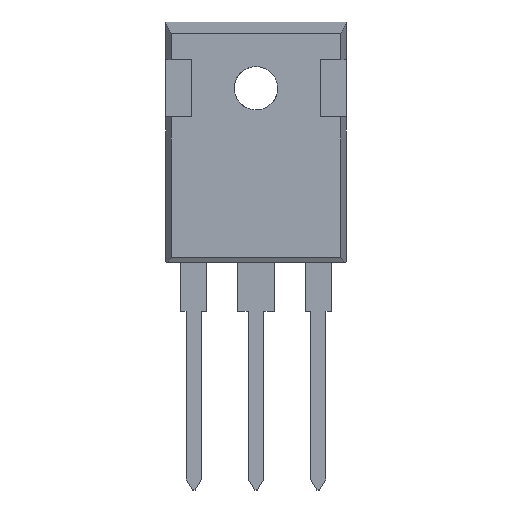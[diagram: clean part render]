
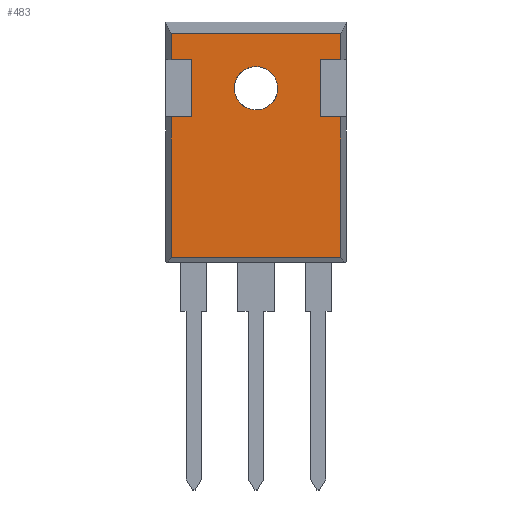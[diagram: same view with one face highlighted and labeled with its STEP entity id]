
A CAD part, top view. The second image highlights one B-rep face of the part: STEP entity #483.
In plain terms, the highlighted free-form (B-spline) face has degree [1, 1] with [2, 2] control points.
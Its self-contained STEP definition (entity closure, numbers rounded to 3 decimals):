
#21 = CARTESIAN_POINT ( 'NONE',  ( -7.4, 17.7, 5. ) ) ;
#26 = VERTEX_POINT ( 'NONE', #244 ) ;
#58 = CARTESIAN_POINT ( 'NONE',  ( -5.65, 12.7, 5. ) ) ;
#96 = ORIENTED_EDGE ( 'NONE', *, *, #652, .F. ) ;
#114 = EDGE_CURVE ( 'NONE', #606, #1433, #587, .T. ) ;
#115 = VERTEX_POINT ( 'NONE', #1031 ) ;
#159 = CARTESIAN_POINT ( 'NONE',  ( 1.9, 15.2, 5. ) ) ;
#169 = EDGE_CURVE ( 'NONE', #1178, #214, #1017, .T. ) ;
#189 = CARTESIAN_POINT ( 'NONE',  ( 1.9, 17.1, 5. ) ) ;
#192 = CARTESIAN_POINT ( 'NONE',  ( -5.65, 12.7, 5. ) ) ;
#198 = CARTESIAN_POINT ( 'NONE',  ( -7.4, 20., 5. ) ) ;
#203 = CARTESIAN_POINT ( 'NONE',  ( -7.4, 12.7, 5. ) ) ;
#214 = VERTEX_POINT ( 'NONE', #937 ) ;
#217 = EDGE_CURVE ( 'NONE', #606, #1248, #526, .T. ) ;
#223 = EDGE_CURVE ( 'NONE', #589, #1600, #1694, .T. ) ;
#229 = ORIENTED_EDGE ( 'NONE', *, *, #1564, .T. ) ;
#235 = CARTESIAN_POINT ( 'NONE',  ( 5.65, 17.7, 5. ) ) ;
#244 = CARTESIAN_POINT ( 'NONE',  ( -7.4, 0.383, 5. ) ) ;
#251 = B_SPLINE_CURVE_WITH_KNOTS ( 'NONE', 1,
 ( #1501, #192 ),
 .UNSPECIFIED., .F., .F.,
 ( 2, 2 ),
 ( 0.115, 0.615 ),
 .UNSPECIFIED. ) ;
#287 = EDGE_CURVE ( 'NONE', #26, #1248, #332, .T. ) ;
#332 = B_SPLINE_CURVE_WITH_KNOTS ( 'NONE', 1,
 ( #678, #1182 ),
 .UNSPECIFIED., .F., .F.,
 ( 2, 2 ),
 ( -0.74, 0.74 ),
 .UNSPECIFIED. ) ;
#340 = CARTESIAN_POINT ( 'NONE',  ( 7.41, 20.01, 5. ) ) ;
#350 = CARTESIAN_POINT ( 'NONE',  ( 5.65, 17.7, 5. ) ) ;
#371 = VERTEX_POINT ( 'NONE', #21 ) ;
#378 = B_SPLINE_SURFACE_WITH_KNOTS ( 'NONE', 1, 1, ( 
 ( #602, #340 ),
 ( #1641, #1655 ) ),
 .UNSPECIFIED., .F., .F., .F.,
 ( 2, 2 ),
 ( 2, 2 ),
 ( -0.001, 1.963 ),
 ( -0.741, 0.741 ),
 .UNSPECIFIED. ) ;
#380 = ORIENTED_EDGE ( 'NONE', *, *, #1222, .T. ) ;
#386 = B_SPLINE_CURVE_WITH_KNOTS ( 'NONE', 1,
 ( #1422, #521 ),
 .UNSPECIFIED., .F., .F.,
 ( 2, 2 ),
 ( 0.77, 1. ),
 .UNSPECIFIED. ) ;
#392 =( BOUNDED_CURVE ( )  B_SPLINE_CURVE ( 2, ( #159, #1330, #681, #1597, #1193 ),
 .UNSPECIFIED., .F., .F. ) 
 B_SPLINE_CURVE_WITH_KNOTS ( ( 3, 2, 3 ),
 ( 0., 1.571, 3.142 ),
 .UNSPECIFIED. ) 
 CURVE ( )  GEOMETRIC_REPRESENTATION_ITEM ( )  RATIONAL_B_SPLINE_CURVE ( ( 1., 0.707, 1., 0.707, 1. ) ) 
 REPRESENTATION_ITEM ( '' )  );
#420 = CARTESIAN_POINT ( 'NONE',  ( 7.4, 12.7, 5. ) ) ;
#436 = CARTESIAN_POINT ( 'NONE',  ( -5.65, 17.7, 5. ) ) ;
#483 = ADVANCED_FACE ( 'NONE', ( #1676, #1008 ), #378, .T. ) ;
#485 = CARTESIAN_POINT ( 'NONE',  ( 7.4, 0.383, 5. ) ) ;
#501 = ORIENTED_EDGE ( 'NONE', *, *, #169, .T. ) ;
#510 = VERTEX_POINT ( 'NONE', #198 ) ;
#514 = CARTESIAN_POINT ( 'NONE',  ( 5.65, 12.7, 5. ) ) ;
#521 = CARTESIAN_POINT ( 'NONE',  ( -7.4, 20., 5. ) ) ;
#522 = EDGE_CURVE ( 'NONE', #26, #1133, #572, .T. ) ;
#526 = B_SPLINE_CURVE_WITH_KNOTS ( 'NONE', 1,
 ( #420, #1611 ),
 .UNSPECIFIED., .F., .F.,
 ( 2, 2 ),
 ( -0.27, 0.962 ),
 .UNSPECIFIED. ) ;
#540 = B_SPLINE_CURVE_WITH_KNOTS ( 'NONE', 1,
 ( #58, #1628 ),
 .UNSPECIFIED., .F., .F.,
 ( 2, 2 ),
 ( 0.282, 0.458 ),
 .UNSPECIFIED. ) ;
#548 = CARTESIAN_POINT ( 'NONE',  ( 0., 17.1, 5. ) ) ;
#553 = CARTESIAN_POINT ( 'NONE',  ( -1.9, 15.2, 5. ) ) ;
#572 = B_SPLINE_CURVE_WITH_KNOTS ( 'NONE', 1,
 ( #1386, #203 ),
 .UNSPECIFIED., .F., .F.,
 ( 2, 2 ),
 ( -0.962, 0.27 ),
 .UNSPECIFIED. ) ;
#577 = ORIENTED_EDGE ( 'NONE', *, *, #287, .T. ) ;
#587 = B_SPLINE_CURVE_WITH_KNOTS ( 'NONE', 1,
 ( #1155, #514 ),
 .UNSPECIFIED., .F., .F.,
 ( 2, 2 ),
 ( -0.345, -0.17 ),
 .UNSPECIFIED. ) ;
#589 = VERTEX_POINT ( 'NONE', #962 ) ;
#602 = CARTESIAN_POINT ( 'NONE',  ( -7.41, 20.01, 5. ) ) ;
#604 = VERTEX_POINT ( 'NONE', #835 ) ;
#605 = ORIENTED_EDGE ( 'NONE', *, *, #114, .T. ) ;
#606 = VERTEX_POINT ( 'NONE', #1245 ) ;
#649 = CARTESIAN_POINT ( 'NONE',  ( 5.65, 12.7, 5. ) ) ;
#652 = EDGE_CURVE ( 'NONE', #371, #510, #386, .T. ) ;
#678 = CARTESIAN_POINT ( 'NONE',  ( -7.4, 0.383, 5. ) ) ;
#681 = CARTESIAN_POINT ( 'NONE',  ( 0., 13.3, 5. ) ) ;
#689 = CARTESIAN_POINT ( 'NONE',  ( -7.4, 12.7, 5. ) ) ;
#699 = CARTESIAN_POINT ( 'NONE',  ( 7.4, 20., 5. ) ) ;
#753 = EDGE_LOOP ( 'NONE', ( #229, #924, #955, #96, #380, #984, #1197, #1227, #577, #1407, #605, #1440 ) ) ;
#786 = B_SPLINE_CURVE_WITH_KNOTS ( 'NONE', 1,
 ( #1211, #436 ),
 .UNSPECIFIED., .F., .F.,
 ( 2, 2 ),
 ( -0.345, -0.17 ),
 .UNSPECIFIED. ) ;
#803 = B_SPLINE_CURVE_WITH_KNOTS ( 'NONE', 1,
 ( #649, #235 ),
 .UNSPECIFIED., .F., .F.,
 ( 2, 2 ),
 ( -0.365, 0.135 ),
 .UNSPECIFIED. ) ;
#811 = CARTESIAN_POINT ( 'NONE',  ( -1.9, 15.2, 5. ) ) ;
#835 = CARTESIAN_POINT ( 'NONE',  ( -5.65, 12.7, 5. ) ) ;
#888 = EDGE_CURVE ( 'NONE', #1643, #604, #251, .T. ) ;
#898 = CARTESIAN_POINT ( 'NONE',  ( 7.4, 17.7, 5. ) ) ;
#924 = ORIENTED_EDGE ( 'NONE', *, *, #223, .F. ) ;
#937 = CARTESIAN_POINT ( 'NONE',  ( 1.9, 15.2, 5. ) ) ;
#955 = ORIENTED_EDGE ( 'NONE', *, *, #1088, .F. ) ;
#962 = CARTESIAN_POINT ( 'NONE',  ( 7.4, 20., 5. ) ) ;
#984 = ORIENTED_EDGE ( 'NONE', *, *, #888, .T. ) ;
#1008 = FACE_OUTER_BOUND ( 'NONE', #753, .T. ) ;
#1017 =( BOUNDED_CURVE ( )  B_SPLINE_CURVE ( 2, ( #811, #1475, #548, #189, #1092 ),
 .UNSPECIFIED., .F., .T. ) 
 B_SPLINE_CURVE_WITH_KNOTS ( ( 3, 2, 3 ),
 ( 3.142, 4.712, 6.283 ),
 .UNSPECIFIED. ) 
 CURVE ( )  GEOMETRIC_REPRESENTATION_ITEM ( )  RATIONAL_B_SPLINE_CURVE ( ( 1., 0.707, 1., 0.707, 1. ) ) 
 REPRESENTATION_ITEM ( '' )  );
#1029 = B_SPLINE_CURVE_WITH_KNOTS ( 'NONE', 1,
 ( #350, #898 ),
 .UNSPECIFIED., .F., .F.,
 ( 2, 2 ),
 ( 0.282, 0.458 ),
 .UNSPECIFIED. ) ;
#1031 = CARTESIAN_POINT ( 'NONE',  ( 5.65, 17.7, 5. ) ) ;
#1063 = EDGE_CURVE ( 'NONE', #1433, #115, #803, .T. ) ;
#1074 = CARTESIAN_POINT ( 'NONE',  ( 7.4, 17.7, 5. ) ) ;
#1086 = CARTESIAN_POINT ( 'NONE',  ( 5.65, 12.7, 5. ) ) ;
#1088 = EDGE_CURVE ( 'NONE', #510, #589, #1492, .T. ) ;
#1092 = CARTESIAN_POINT ( 'NONE',  ( 1.9, 15.2, 5. ) ) ;
#1133 = VERTEX_POINT ( 'NONE', #689 ) ;
#1154 = CARTESIAN_POINT ( 'NONE',  ( 7.4, 20., 5. ) ) ;
#1155 = CARTESIAN_POINT ( 'NONE',  ( 7.4, 12.7, 5. ) ) ;
#1175 = EDGE_CURVE ( 'NONE', #214, #1178, #392, .T. ) ;
#1178 = VERTEX_POINT ( 'NONE', #553 ) ;
#1182 = CARTESIAN_POINT ( 'NONE',  ( 7.4, 0.383, 5. ) ) ;
#1193 = CARTESIAN_POINT ( 'NONE',  ( -1.9, 15.2, 5. ) ) ;
#1197 = ORIENTED_EDGE ( 'NONE', *, *, #1632, .T. ) ;
#1199 = CARTESIAN_POINT ( 'NONE',  ( 7.4, 17.7, 5. ) ) ;
#1211 = CARTESIAN_POINT ( 'NONE',  ( -7.4, 17.7, 5. ) ) ;
#1222 = EDGE_CURVE ( 'NONE', #371, #1643, #786, .T. ) ;
#1227 = ORIENTED_EDGE ( 'NONE', *, *, #522, .F. ) ;
#1245 = CARTESIAN_POINT ( 'NONE',  ( 7.4, 12.7, 5. ) ) ;
#1248 = VERTEX_POINT ( 'NONE', #485 ) ;
#1303 = CARTESIAN_POINT ( 'NONE',  ( -7.4, 20., 5. ) ) ;
#1330 = CARTESIAN_POINT ( 'NONE',  ( 1.9, 13.3, 5. ) ) ;
#1386 = CARTESIAN_POINT ( 'NONE',  ( -7.4, 0.383, 5. ) ) ;
#1407 = ORIENTED_EDGE ( 'NONE', *, *, #217, .F. ) ;
#1422 = CARTESIAN_POINT ( 'NONE',  ( -7.4, 17.7, 5. ) ) ;
#1429 = EDGE_LOOP ( 'NONE', ( #1594, #501 ) ) ;
#1433 = VERTEX_POINT ( 'NONE', #1086 ) ;
#1440 = ORIENTED_EDGE ( 'NONE', *, *, #1063, .T. ) ;
#1475 = CARTESIAN_POINT ( 'NONE',  ( -1.9, 17.1, 5. ) ) ;
#1492 = B_SPLINE_CURVE_WITH_KNOTS ( 'NONE', 1,
 ( #1303, #1154 ),
 .UNSPECIFIED., .F., .F.,
 ( 2, 2 ),
 ( -0.74, 0.74 ),
 .UNSPECIFIED. ) ;
#1501 = CARTESIAN_POINT ( 'NONE',  ( -5.65, 17.7, 5. ) ) ;
#1546 = CARTESIAN_POINT ( 'NONE',  ( -5.65, 17.7, 5. ) ) ;
#1564 = EDGE_CURVE ( 'NONE', #115, #1600, #1029, .T. ) ;
#1594 = ORIENTED_EDGE ( 'NONE', *, *, #1175, .T. ) ;
#1597 = CARTESIAN_POINT ( 'NONE',  ( -1.9, 13.3, 5. ) ) ;
#1600 = VERTEX_POINT ( 'NONE', #1199 ) ;
#1611 = CARTESIAN_POINT ( 'NONE',  ( 7.4, 0.383, 5. ) ) ;
#1628 = CARTESIAN_POINT ( 'NONE',  ( -7.4, 12.7, 5. ) ) ;
#1632 = EDGE_CURVE ( 'NONE', #604, #1133, #540, .T. ) ;
#1641 = CARTESIAN_POINT ( 'NONE',  ( -7.41, 0.373, 5. ) ) ;
#1643 = VERTEX_POINT ( 'NONE', #1546 ) ;
#1655 = CARTESIAN_POINT ( 'NONE',  ( 7.41, 0.373, 5. ) ) ;
#1676 = FACE_BOUND ( 'NONE', #1429, .T. ) ;
#1694 = B_SPLINE_CURVE_WITH_KNOTS ( 'NONE', 1,
 ( #699, #1074 ),
 .UNSPECIFIED., .F., .F.,
 ( 2, 2 ),
 ( -1., -0.77 ),
 .UNSPECIFIED. ) ;
